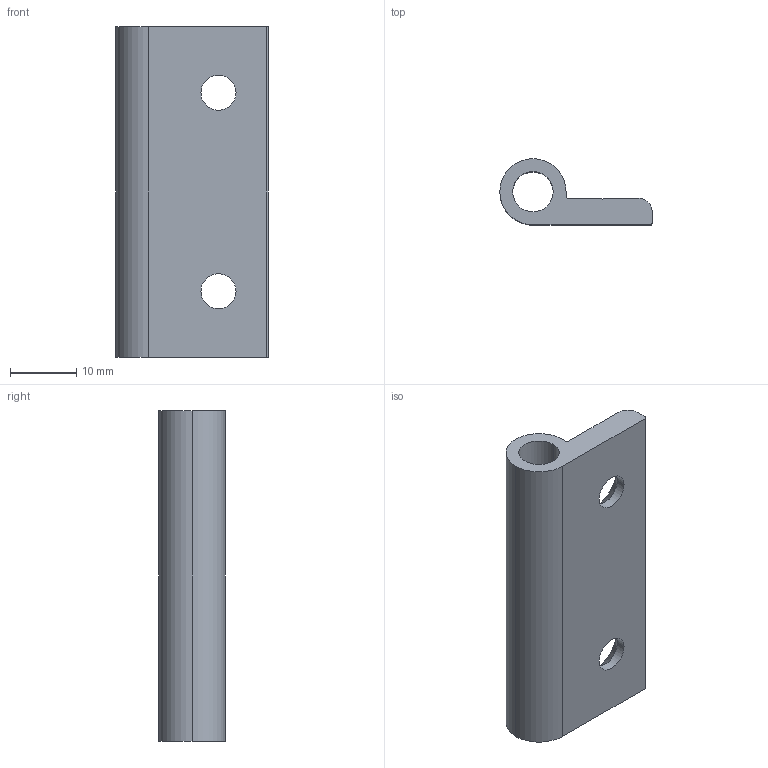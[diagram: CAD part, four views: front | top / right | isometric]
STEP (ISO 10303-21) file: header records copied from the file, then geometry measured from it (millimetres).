
FILE_DESCRIPTION (( 'STEP AP214' ), '1' );
FILE_NAME ('095ah20.STEP', '2014-08-14T10:27:15', ( '' ), ( '' ), 'SwSTEP 2.0', 'SolidWorks 2014', '' );
FILE_SCHEMA (( 'AUTOMOTIVE_DESIGN' ));
Length unit declared in the file: millimetre
Products named in the file (1): 095ah20
Bounding box: 23 x 10 x 50 mm (x, y, z)
Volume: 4970.4 mm3; surface area: 4109 mm2
Topology: 1 solids, 1 shells, 30 faces, 82 edges, 52 vertices
Faces by surface type: plane 15, cylinder 11, cone 4
Entity records: 1006 total; most frequent: CARTESIAN_POINT 189, DIRECTION 166, ORIENTED_EDGE 164, EDGE_CURVE 82, AXIS2_PLACEMENT_3D 61, VERTEX_POINT 52, VECTOR 44, LINE 44
